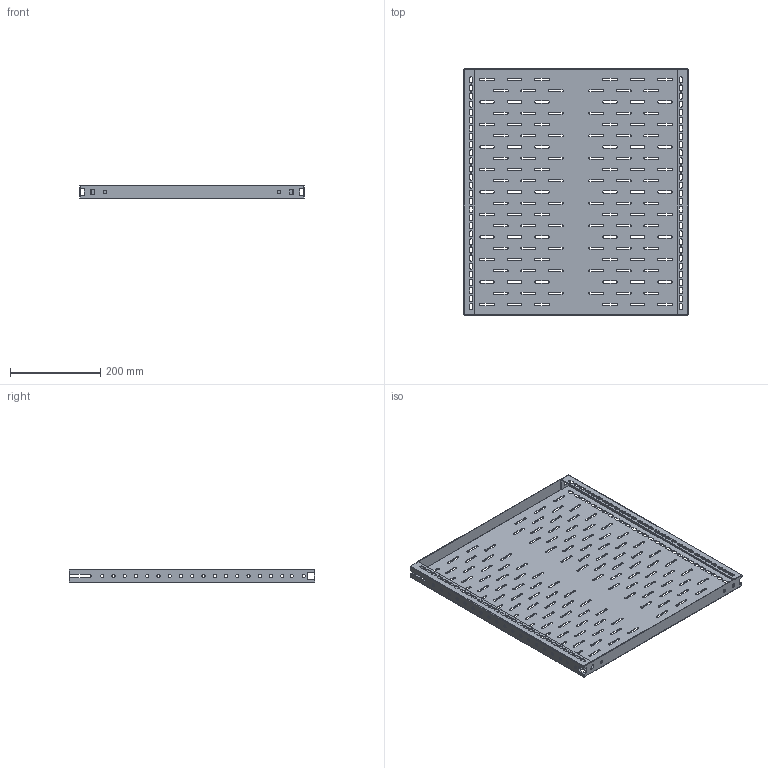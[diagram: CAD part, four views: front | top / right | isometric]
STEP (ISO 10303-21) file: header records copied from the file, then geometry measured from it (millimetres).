
FILE_DESCRIPTION (( 'STEP AP203' ), '1' );
FILE_NAME ('R5DOE6545.step', '2011-03-17T12:01:54', ( 'User' ), ( 'DKC' ), 'SwSTEP 2.0', 'SolidWorks 2011', '' );
FILE_SCHEMA (( 'CONFIG_CONTROL_DESIGN' ));
Length unit declared in the file: millimetre
Products named in the file (1): R5DOE6545
Bounding box: 499 x 546.5 x 30 mm (x, y, z)
Volume: 483701 mm3; surface area: 670559.1 mm2
Topology: 1 solids, 1 shells, 1316 faces, 3880 edges, 2564 vertices
Faces by surface type: cylinder 712, plane 604
Entity records: 45473 total; most frequent: DIRECTION 7950, CARTESIAN_POINT 7761, ORIENTED_EDGE 7760, EDGE_CURVE 3880, AXIS2_PLACEMENT_3D 2753, VERTEX_POINT 2564, LINE 2444, VECTOR 2444
